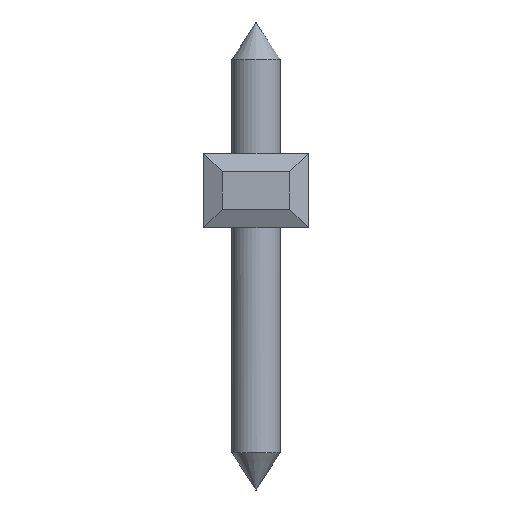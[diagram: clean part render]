
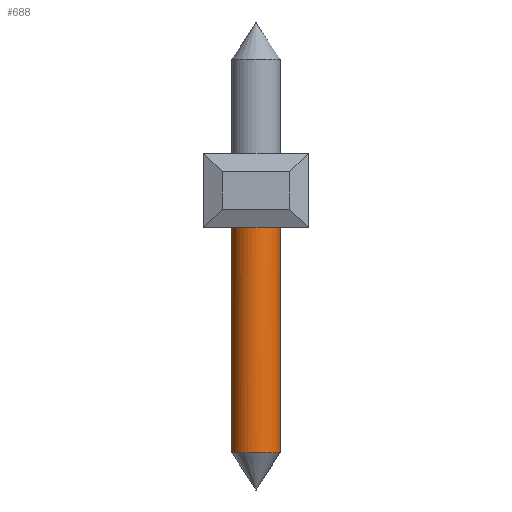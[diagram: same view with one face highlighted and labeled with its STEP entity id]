
A CAD part, left-side view. The second image highlights one B-rep face of the part: STEP entity #688.
In plain terms, the highlighted cylindrical face has radius 0.65 mm (diameter 1.3 mm), a full revolution.
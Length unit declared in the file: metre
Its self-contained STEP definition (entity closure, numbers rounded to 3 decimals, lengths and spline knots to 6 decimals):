
#688=ADVANCED_FACE('',(#1429,#1430),#1431,.T.);
#1429=FACE_OUTER_BOUND('',#2222,.T.);
#1430=FACE_OUTER_BOUND('',#2223,.T.);
#1431=CYLINDRICAL_SURFACE('',#2224,0.00065);
#2222=EDGE_LOOP('',(#4197));
#2223=EDGE_LOOP('',(#4198));
#2224=AXIS2_PLACEMENT_3D('',#4199,#4200,#4201);
#4197=ORIENTED_EDGE('',*,*,#5029,.F.);
#4198=ORIENTED_EDGE('',*,*,#5108,.F.);
#4199=CARTESIAN_POINT('',(-0.00435,-0.03326,0.0025));
#4200=DIRECTION('',(0.0,0.,-1.0));
#4201=DIRECTION('',(-1.0,0.0,0.0));
#5029=EDGE_CURVE('',#6094,#6094,#6095,.T.);
#5108=EDGE_CURVE('',#6198,#6198,#6199,.T.);
#6094=VERTEX_POINT('',#7622);
#6095=CIRCLE('',#7623,0.00065);
#6198=VERTEX_POINT('',#7772);
#6199=CIRCLE('',#7773,0.00065);
#7622=CARTESIAN_POINT('',(-0.00435,-0.03391,-0.0018));
#7623=AXIS2_PLACEMENT_3D('',#8333,#8334,#8335);
#7772=CARTESIAN_POINT('',(-0.00396,-0.03274,-0.008));
#7773=AXIS2_PLACEMENT_3D('',#8391,#8392,#8393);
#8333=CARTESIAN_POINT('',(-0.00435,-0.03326,-0.0018));
#8334=DIRECTION('',(0.0,0.,1.0));
#8335=DIRECTION('',(0.0,-1.0,0.));
#8391=CARTESIAN_POINT('',(-0.00435,-0.03326,-0.008));
#8392=DIRECTION('',(0.,0.,-1.0));
#8393=DIRECTION('',(0.6,0.8,0.));
